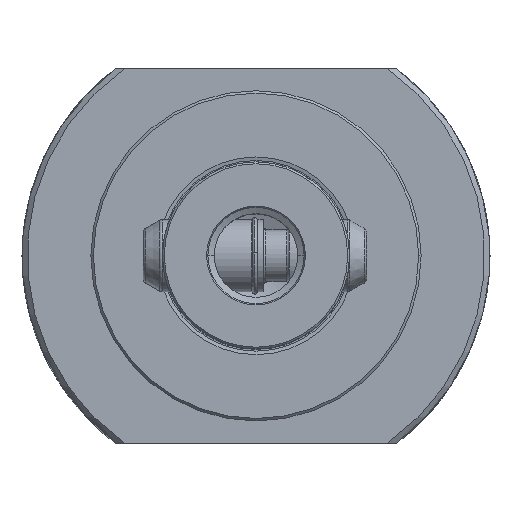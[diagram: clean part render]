
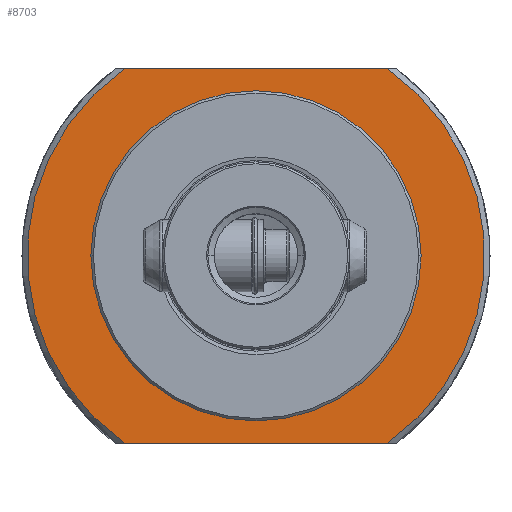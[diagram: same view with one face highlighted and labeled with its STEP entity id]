
A CAD part, top view. The second image highlights one B-rep face of the part: STEP entity #8703.
In plain terms, the highlighted planar face has unit normal (0, 0, 1).
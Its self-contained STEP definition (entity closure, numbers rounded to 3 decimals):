
#4983=EDGE_CURVE('NONE',#7141,#11499,#13517,.T.);
#5189=EDGE_CURVE('NONE',#11151,#10351,#13740,.T.);
#6475=EDGE_CURVE('NONE',#7199,#8765,#15166,.T.);
#7141=VERTEX_POINT('NONE',#15908);
#7199=VERTEX_POINT('NONE',#15974);
#8703=ADVANCED_FACE('NONE',(#17612,#17613),#17614,.F.);
#8765=VERTEX_POINT('NONE',#17683);
#9037=EDGE_CURVE('NONE',#7199,#10351,#17981,.F.);
#9885=EDGE_CURVE('NONE',#11151,#8765,#18918,.F.);
#10351=VERTEX_POINT('NONE',#19436);
#10379=EDGE_CURVE('NONE',#11499,#7141,#19464,.F.);
#11151=VERTEX_POINT('NONE',#20313);
#11499=VERTEX_POINT('NONE',#20696);
#13517=CIRCLE('',#24751,31.75);
#13740=CIRCLE('',#25605,44.0);
#15166=CIRCLE('',#29497,44.0);
#15908=CARTESIAN_POINT('',(31.75,0.,-0.5));
#15974=CARTESIAN_POINT('',(25.298,36.0,-0.5));
#17612=FACE_OUTER_BOUND('',#36502,.T.);
#17613=FACE_BOUND('',#36503,.T.);
#17614=PLANE('',#36504);
#17683=CARTESIAN_POINT('',(25.298,-36.0,-0.5));
#17981=LINE('',#37600,#37601);
#18918=LINE('',#40212,#40213);
#19436=CARTESIAN_POINT('',(-25.298,36.0,-0.5));
#19464=CIRCLE('',#41839,31.75);
#20313=CARTESIAN_POINT('',(-25.298,-36.0,-0.5));
#20696=CARTESIAN_POINT('',(-31.75,0.,-0.5));
#24751=AXIS2_PLACEMENT_3D('',#50372,#50373,#50374);
#25605=AXIS2_PLACEMENT_3D('',#50566,#50567,#50568);
#29497=AXIS2_PLACEMENT_3D('',#52223,#52224,#52225);
#36502=EDGE_LOOP('',(#54612,#54613,#54614,#54615));
#36503=EDGE_LOOP('',(#54616,#54617));
#36504=AXIS2_PLACEMENT_3D('',#54618,#54619,#54620);
#37600=CARTESIAN_POINT('',(22.501,36.0,-0.5));
#37601=VECTOR('',#55024,1.0);
#40212=CARTESIAN_POINT('',(22.501,-36.0,-0.5));
#40213=VECTOR('',#56050,1.0);
#41839=AXIS2_PLACEMENT_3D('',#56659,#56660,#56661);
#50372=CARTESIAN_POINT('',(0.,0.,-0.5));
#50373=DIRECTION('',(0.,0.,1.0));
#50374=DIRECTION('',(1.0,0.,0.));
#50566=CARTESIAN_POINT('',(0.,0.,-0.5));
#50567=DIRECTION('',(0.,0.,-1.0));
#50568=DIRECTION('',(0.,1.0,0.));
#52223=CARTESIAN_POINT('',(0.,0.,-0.5));
#52224=DIRECTION('',(0.,0.,-1.0));
#52225=DIRECTION('',(0.,1.0,0.));
#54612=ORIENTED_EDGE('',*,*,#9037,.T.);
#54613=ORIENTED_EDGE('',*,*,#5189,.F.);
#54614=ORIENTED_EDGE('',*,*,#9885,.T.);
#54615=ORIENTED_EDGE('',*,*,#6475,.F.);
#54616=ORIENTED_EDGE('',*,*,#4983,.F.);
#54617=ORIENTED_EDGE('',*,*,#10379,.F.);
#54618=CARTESIAN_POINT('',(0.,0.,-0.5));
#54619=DIRECTION('',(0.,0.,-1.0));
#54620=DIRECTION('',(1.0,0.,0.));
#55024=DIRECTION('',(1.0,0.,0.));
#56050=DIRECTION('',(-1.0,0.,0.));
#56659=CARTESIAN_POINT('',(0.,0.,-0.5));
#56660=DIRECTION('',(0.,0.,-1.0));
#56661=DIRECTION('',(1.0,0.,0.));
